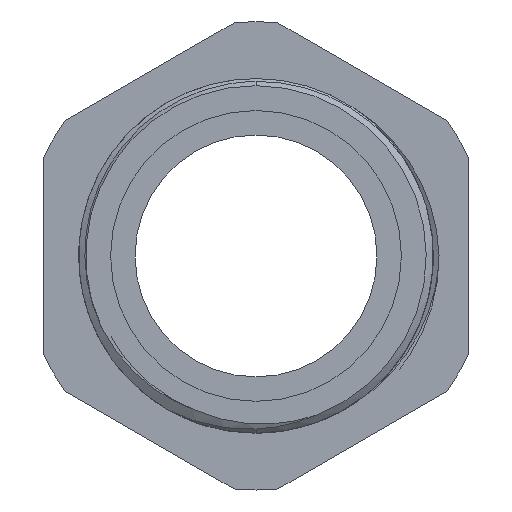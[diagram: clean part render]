
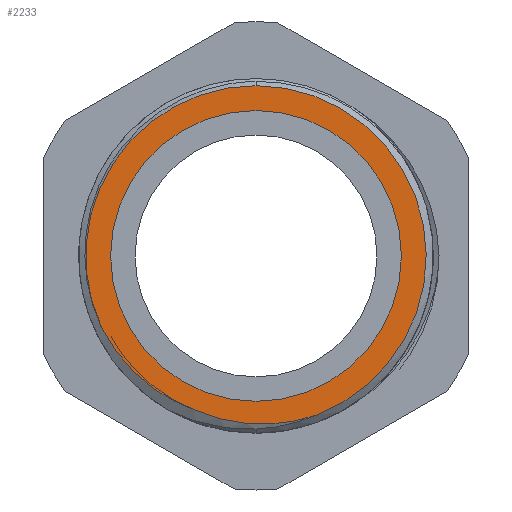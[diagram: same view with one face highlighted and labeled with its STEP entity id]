
A CAD part, front view. The second image highlights one B-rep face of the part: STEP entity #2233.
In plain terms, the highlighted planar face has unit normal (0, -1, 0).
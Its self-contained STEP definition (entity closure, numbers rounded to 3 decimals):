
#81 = ORIENTED_EDGE ( 'NONE', *, *, #5534, .T. ) ;
#254 = EDGE_LOOP ( 'NONE', ( #3846, #81, #1996, #371 ) ) ;
#371 = ORIENTED_EDGE ( 'NONE', *, *, #481, .T. ) ;
#382 = CARTESIAN_POINT ( 'NONE',  ( 0., -8., 0. ) ) ;
#481 = EDGE_CURVE ( 'NONE', #3959, #9877, #11855, .T. ) ;
#663 = CARTESIAN_POINT ( 'NONE',  ( -7.672, -8., -9.025 ) ) ;
#1421 = DIRECTION ( 'NONE',  ( 0., 0., -1. ) ) ;
#1701 = CARTESIAN_POINT ( 'NONE',  ( 0.247, -8., -11.862 ) ) ;
#1705 = CARTESIAN_POINT ( 'NONE',  ( -5.799, -8., -10.239 ) ) ;
#1735 = CARTESIAN_POINT ( 'NONE',  ( 4.251, -8., -11.222 ) ) ;
#1749 = CARTESIAN_POINT ( 'NONE',  ( 1.733, -8., -11.788 ) ) ;
#1776 = CARTESIAN_POINT ( 'NONE',  ( 3.551, -8., -11.459 ) ) ;
#1788 = CARTESIAN_POINT ( 'NONE',  ( 2.834, -8., -11.631 ) ) ;
#1816 = CARTESIAN_POINT ( 'NONE',  ( 1.36, -8., -11.824 ) ) ;
#1826 = CARTESIAN_POINT ( 'NONE',  ( 0.617, -8., -11.861 ) ) ;
#1903 = CARTESIAN_POINT ( 'NONE',  ( -0.859, -8., -11.814 ) ) ;
#1929 = CARTESIAN_POINT ( 'NONE',  ( -1.59, -8., -11.713 ) ) ;
#1949 = CARTESIAN_POINT ( 'NONE',  ( -2.678, -8., -11.454 ) ) ;
#1959 = CARTESIAN_POINT ( 'NONE',  ( -3.037, -8., -11.35 ) ) ;
#1989 = CARTESIAN_POINT ( 'NONE',  ( -4.089, -8., -10.972 ) ) ;
#1996 = ORIENTED_EDGE ( 'NONE', *, *, #6633, .T. ) ;
#2061 = CARTESIAN_POINT ( 'NONE',  ( -3.742, -8., -11.11 ) ) ;
#2104 = CARTESIAN_POINT ( 'NONE',  ( -4.43, -8., -10.818 ) ) ;
#2154 = AXIS2_PLACEMENT_3D ( 'NONE', #382, #7550, #1421 ) ;
#2233 = ADVANCED_FACE ( 'NONE', ( #4083, #6815 ), #2337, .F. ) ;
#2337 = PLANE ( 'NONE',  #10378 ) ;
#2427 = VERTEX_POINT ( 'NONE', #7775 ) ;
#2561 = ORIENTED_EDGE ( 'NONE', *, *, #13179, .F. ) ;
#2708 = CARTESIAN_POINT ( 'NONE',  ( -10.734, -8., -5.348 ) ) ;
#2751 = CARTESIAN_POINT ( 'NONE',  ( -4.43, -8., -10.818 ) ) ;
#2838 = CARTESIAN_POINT ( 'NONE',  ( 0., -8., 0. ) ) ;
#2930 = VERTEX_POINT ( 'NONE', #11494 ) ;
#3366 = DIRECTION ( 'NONE',  ( 0., 1., 0. ) ) ;
#3497 = CARTESIAN_POINT ( 'NONE',  ( 0., -8., 0. ) ) ;
#3543 = AXIS2_PLACEMENT_3D ( 'NONE', #3497, #10607, #4520 ) ;
#3671 = B_SPLINE_CURVE_WITH_KNOTS ( 'NONE', 3,
 ( #9818, #2708, #4754, #11829, #5791, #12853, #6809, #663, #7834, #1705, #8848, #2751 ),
 .UNSPECIFIED., .F., .F.,
 ( 4, 2, 2, 2, 2, 4 ),
 ( 0.005, 0.006, 0.007, 0.009, 0.011, 0.014 ),
 .UNSPECIFIED. ) ;
#3845 = DIRECTION ( 'NONE',  ( 0., 0., 1. ) ) ;
#3846 = ORIENTED_EDGE ( 'NONE', *, *, #6725, .T. ) ;
#3959 = VERTEX_POINT ( 'NONE', #7626 ) ;
#4083 = FACE_BOUND ( 'NONE', #13136, .T. ) ;
#4241 = CIRCLE ( 'NONE', #6242, 12. ) ;
#4317 = CARTESIAN_POINT ( 'NONE',  ( 0., -8., 10.25 ) ) ;
#4520 = DIRECTION ( 'NONE',  ( 0., 0., -1. ) ) ;
#4587 = CARTESIAN_POINT ( 'NONE',  ( 0., -8., 0. ) ) ;
#4754 = CARTESIAN_POINT ( 'NONE',  ( -10.553, -8., -5.67 ) ) ;
#4946 = CIRCLE ( 'NONE', #2154, 10.25 ) ;
#5534 = EDGE_CURVE ( 'NONE', #6749, #2930, #4241, .T. ) ;
#5632 = DIRECTION ( 'NONE',  ( 0., 0., 1. ) ) ;
#5791 = CARTESIAN_POINT ( 'NONE',  ( -9.945, -8., -6.609 ) ) ;
#6242 = AXIS2_PLACEMENT_3D ( 'NONE', #4587, #11673, #5632 ) ;
#6612 = ORIENTED_EDGE ( 'NONE', *, *, #13163, .F. ) ;
#6633 = EDGE_CURVE ( 'NONE', #2930, #3959, #3671, .T. ) ;
#6725 = EDGE_CURVE ( 'NONE', #9877, #6749, #13094, .T. ) ;
#6749 = VERTEX_POINT ( 'NONE', #6934 ) ;
#6809 = CARTESIAN_POINT ( 'NONE',  ( -8.771, -8., -8.034 ) ) ;
#6815 = FACE_OUTER_BOUND ( 'NONE', #254, .T. ) ;
#6934 = CARTESIAN_POINT ( 'NONE',  ( 0., -8., 12. ) ) ;
#7550 = DIRECTION ( 'NONE',  ( 0., -1., 0. ) ) ;
#7589 = VERTEX_POINT ( 'NONE', #4317 ) ;
#7626 = CARTESIAN_POINT ( 'NONE',  ( -4.43, -8., -10.818 ) ) ;
#7775 = CARTESIAN_POINT ( 'NONE',  ( 0., -8., -10.25 ) ) ;
#7834 = CARTESIAN_POINT ( 'NONE',  ( -7.067, -8., -9.474 ) ) ;
#8848 = CARTESIAN_POINT ( 'NONE',  ( -5.132, -8., -10.56 ) ) ;
#9818 = CARTESIAN_POINT ( 'NONE',  ( -10.9, -8., -5.018 ) ) ;
#9877 = VERTEX_POINT ( 'NONE', #11336 ) ;
#9944 = DIRECTION ( 'NONE',  ( 0., -1., 0. ) ) ;
#10378 = AXIS2_PLACEMENT_3D ( 'NONE', #11385, #3366, #10476 ) ;
#10476 = DIRECTION ( 'NONE',  ( 0., 0., 1. ) ) ;
#10607 = DIRECTION ( 'NONE',  ( 0., -1., 0. ) ) ;
#10678 = AXIS2_PLACEMENT_3D ( 'NONE', #2838, #9944, #3845 ) ;
#11336 = CARTESIAN_POINT ( 'NONE',  ( 4.251, -8., -11.222 ) ) ;
#11385 = CARTESIAN_POINT ( 'NONE',  ( 0., -8., 0. ) ) ;
#11494 = CARTESIAN_POINT ( 'NONE',  ( -10.9, -8., -5.018 ) ) ;
#11673 = DIRECTION ( 'NONE',  ( 0., -1., 0. ) ) ;
#11829 = CARTESIAN_POINT ( 'NONE',  ( -10.158, -8., -6.301 ) ) ;
#11855 = B_SPLINE_CURVE_WITH_KNOTS ( 'NONE', 3,
 ( #2104, #1989, #2061, #1959, #1949, #1929, #1903, #1701, #1826, #1816, #1749, #1788, #1776, #1735 ),
 .UNSPECIFIED., .F., .F.,
 ( 4, 2, 2, 2, 2, 2, 4 ),
 ( 0., 0.001, 0.002, 0.004, 0.006, 0.007, 0.009 ),
 .UNSPECIFIED. ) ;
#12056 = CIRCLE ( 'NONE', #3543, 10.25 ) ;
#12853 = CARTESIAN_POINT ( 'NONE',  ( -9.27, -8., -7.492 ) ) ;
#13094 = CIRCLE ( 'NONE', #10678, 12. ) ;
#13136 = EDGE_LOOP ( 'NONE', ( #6612, #2561 ) ) ;
#13163 = EDGE_CURVE ( 'NONE', #2427, #7589, #4946, .T. ) ;
#13179 = EDGE_CURVE ( 'NONE', #7589, #2427, #12056, .T. ) ;
